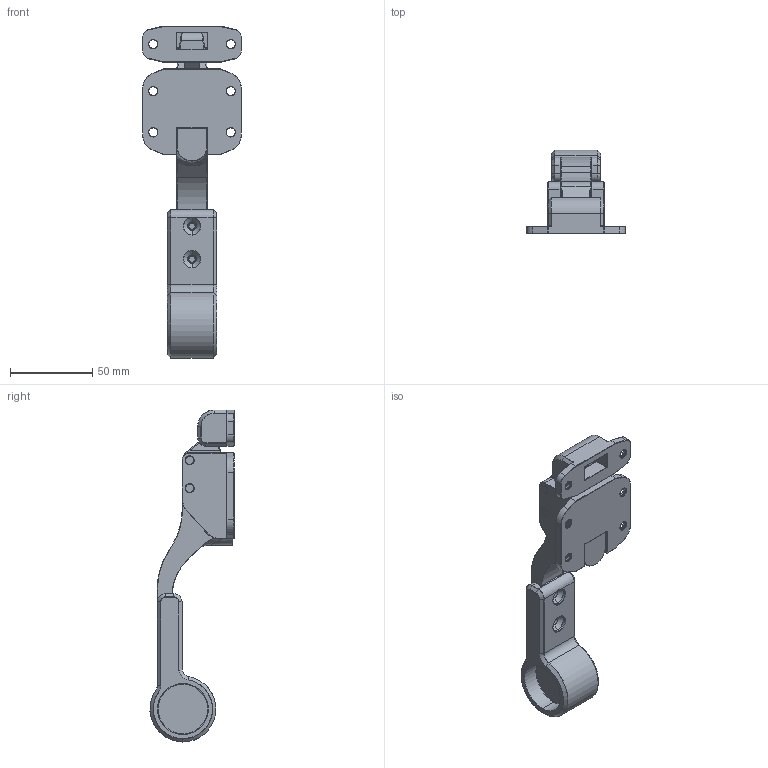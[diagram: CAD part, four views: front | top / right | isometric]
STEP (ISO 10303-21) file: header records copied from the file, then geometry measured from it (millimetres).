
FILE_DESCRIPTION (( 'STEP AP214' ), '1' );
FILE_NAME ('CTZ-6170.STEP', '2018-08-09T02:22:53', ( '' ), ( '' ), 'SwSTEP 2.0', 'SolidWorks 2010', '' );
FILE_SCHEMA (( 'AUTOMOTIVE_DESIGN' ));
Length unit declared in the file: millimetre
Products named in the file (9): CTZ-6170; 連桿; 鎖舌; 基座; 把手連結座; 插銷(小); 手柄; 插銷(大); 固定座
Assembly tree (10 placements, depth 2):
  CTZ-6170
    連桿
    鎖舌
    把手連結座
    插銷(小)  x2
    插銷(大)  x2
    手柄
    基座
    固定座
Bounding box: 60 x 50.96 x 201.4 mm (x, y, z)
Volume: 119201.1 mm3; surface area: 46854.2 mm2
Topology: 10 solids, 10 shells, 1319 faces, 3079 edges, 1748 vertices
Faces by surface type: cylinder 543, torus 463, plane 201, bspline 41, sphere 40, cone 31
Entity records: 35193 total; most frequent: CARTESIAN_POINT 9675, DIRECTION 5967, ORIENTED_EDGE 4986, AXIS2_PLACEMENT_3D 2589, EDGE_CURVE 2493, CIRCLE 1523, VERTEX_POINT 1417, EDGE_LOOP 1138
